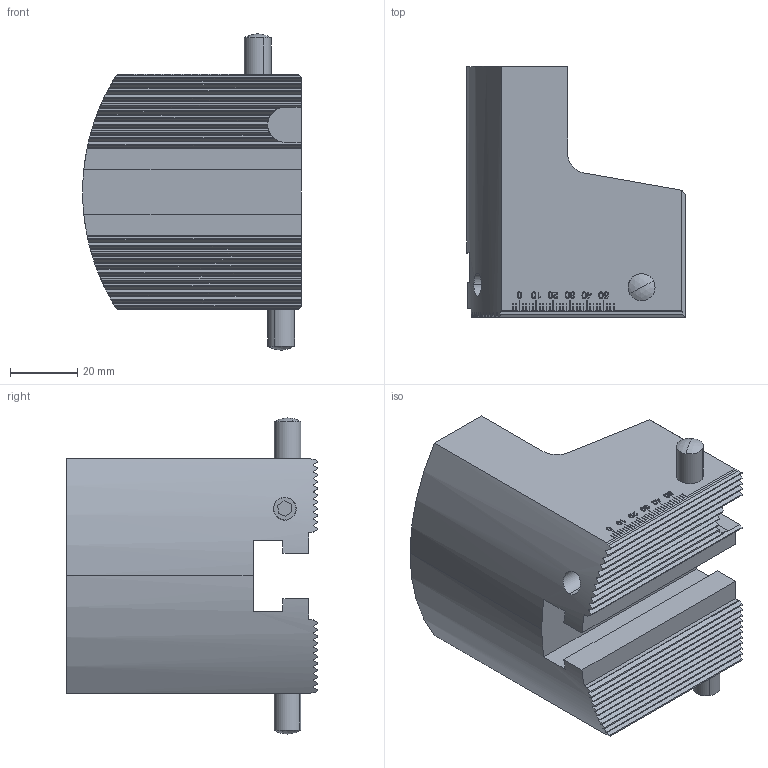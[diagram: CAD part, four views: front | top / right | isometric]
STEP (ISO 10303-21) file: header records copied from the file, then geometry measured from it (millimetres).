
FILE_DESCRIPTION (( 'STEP AP203' ), '1' );
FILE_NAME ('E94.070.065.072.STEP', '2018-03-07T08:12:47', ( 'SWIAdmin' ), ( 'Hewlett-Packard Company' ), 'SwSTEP 2.0', 'SolidWorks 2017', '' );
FILE_SCHEMA (( 'CONFIG_CONTROL_DESIGN' ));
Length unit declared in the file: millimetre
Products named in the file (4): ISO 8734 - 8 x 20 m6; ISO 4028 - M8 x 35; E94.070.065.072; F0U-ER1.001.074_B
Assembly tree (4 placements, depth 2):
  E94.070.065.072
    F0U-ER1.001.074_B
    ISO 8734 - 8 x 20 m6  x2
    ISO 4028 - M8 x 35
Bounding box: 65 x 74.58 x 94 mm (x, y, z)
Volume: 213585.9 mm3; surface area: 32695.5 mm2
Topology: 4 solids, 4 shells, 456 faces, 1218 edges, 787 vertices
Faces by surface type: plane 317, bspline 79, cylinder 40, cone 12, sphere 8
Entity records: 19538 total; most frequent: CARTESIAN_POINT 8651, ORIENTED_EDGE 2396, DIRECTION 1784, EDGE_CURVE 1198, VECTOR 860, LINE 860, VERTEX_POINT 775, EDGE_LOOP 471
